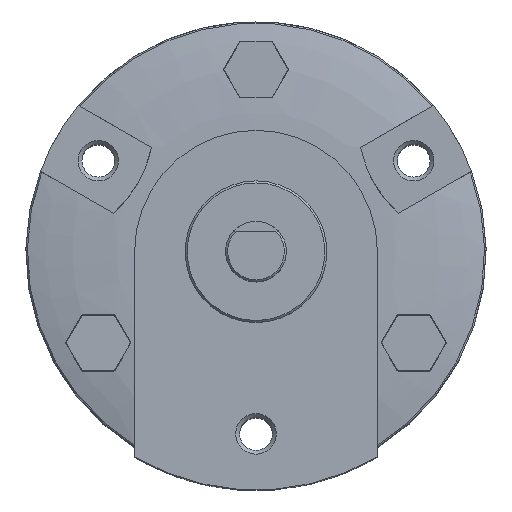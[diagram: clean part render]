
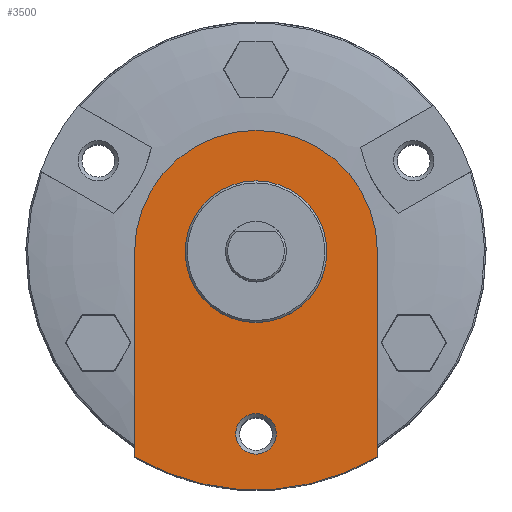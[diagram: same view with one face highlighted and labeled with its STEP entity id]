
A CAD part, top view. The second image highlights one B-rep face of the part: STEP entity #3500.
In plain terms, the highlighted planar face has unit normal (0, 0, 1).
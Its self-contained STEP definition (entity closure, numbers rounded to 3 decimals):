
#67=PLANE('',#3793);
#357=LINE('',#5550,#631);
#361=LINE('',#5565,#635);
#631=VECTOR('',#4254,1000.);
#635=VECTOR('',#4260,1000.);
#1019=ORIENTED_EDGE('',*,*,#1992,.T.);
#1020=ORIENTED_EDGE('',*,*,#2008,.T.);
#1021=ORIENTED_EDGE('',*,*,#1986,.T.);
#1022=ORIENTED_EDGE('',*,*,#1842,.T.);
#1023=ORIENTED_EDGE('',*,*,#2009,.F.);
#1024=ORIENTED_EDGE('',*,*,#2010,.T.);
#1842=EDGE_CURVE('',#2343,#2342,#2688,.T.);
#1986=EDGE_CURVE('',#2485,#2343,#357,.T.);
#1992=EDGE_CURVE('',#2342,#2486,#361,.T.);
#2008=EDGE_CURVE('',#2486,#2485,#2728,.F.);
#2009=EDGE_CURVE('',#2499,#2499,#2729,.T.);
#2010=EDGE_CURVE('',#2500,#2500,#2730,.T.);
#2342=VERTEX_POINT('',#5097);
#2343=VERTEX_POINT('',#5099);
#2485=VERTEX_POINT('',#5551);
#2486=VERTEX_POINT('',#5564);
#2499=VERTEX_POINT('',#5622);
#2500=VERTEX_POINT('',#5624);
#2688=CIRCLE('',#3737,23.545);
#2728=CIRCLE('',#3794,12.);
#2729=CIRCLE('',#3795,2.);
#2730=CIRCLE('',#3796,7.);
#2847=EDGE_LOOP('',(#1019,#1020,#1021,#1022));
#2848=EDGE_LOOP('',(#1023));
#2849=EDGE_LOOP('',(#1024));
#3150=FACE_BOUND('',#2847,.T.);
#3151=FACE_BOUND('',#2848,.T.);
#3152=FACE_BOUND('',#2849,.T.);
#3500=ADVANCED_FACE('',(#3150,#3151,#3152),#67,.F.);
#3737=AXIS2_PLACEMENT_3D('',#5098,#4102,#4103);
#3793=AXIS2_PLACEMENT_3D('',#5619,#4285,#4286);
#3794=AXIS2_PLACEMENT_3D('',#5620,#4287,#4288);
#3795=AXIS2_PLACEMENT_3D('',#5621,#4289,#4290);
#3796=AXIS2_PLACEMENT_3D('',#5623,#4291,#4292);
#4102=DIRECTION('',(0.,0.,1.));
#4103=DIRECTION('',(1.,0.,0.));
#4254=DIRECTION('',(0.,-1.,0.));
#4260=DIRECTION('',(0.,1.,0.));
#4285=DIRECTION('',(0.,0.,-1.));
#4286=DIRECTION('',(-1.,0.,0.));
#4287=DIRECTION('',(0.,0.,-1.));
#4288=DIRECTION('',(-1.,0.,0.));
#4289=DIRECTION('',(0.,0.,1.));
#4290=DIRECTION('',(0.,-1.,0.));
#4291=DIRECTION('',(0.,0.,-1.));
#4292=DIRECTION('',(-1.,0.,0.));
#5097=CARTESIAN_POINT('',(12.,-20.258,-3.));
#5098=CARTESIAN_POINT('',(0.,0.,-3.));
#5099=CARTESIAN_POINT('',(-12.,-20.258,-3.));
#5550=CARTESIAN_POINT('',(-12.,0.,-3.));
#5551=CARTESIAN_POINT('',(-12.,0.,-3.));
#5564=CARTESIAN_POINT('',(12.,0.,-3.));
#5565=CARTESIAN_POINT('',(12.,-20.258,-3.));
#5619=CARTESIAN_POINT('',(0.,7.,-3.));
#5620=CARTESIAN_POINT('',(0.,0.,-3.));
#5621=CARTESIAN_POINT('',(0.,-18.,-3.));
#5622=CARTESIAN_POINT('',(0.,-20.,-3.));
#5623=CARTESIAN_POINT('',(0.,0.,-3.));
#5624=CARTESIAN_POINT('',(-7.,0.,-3.));
